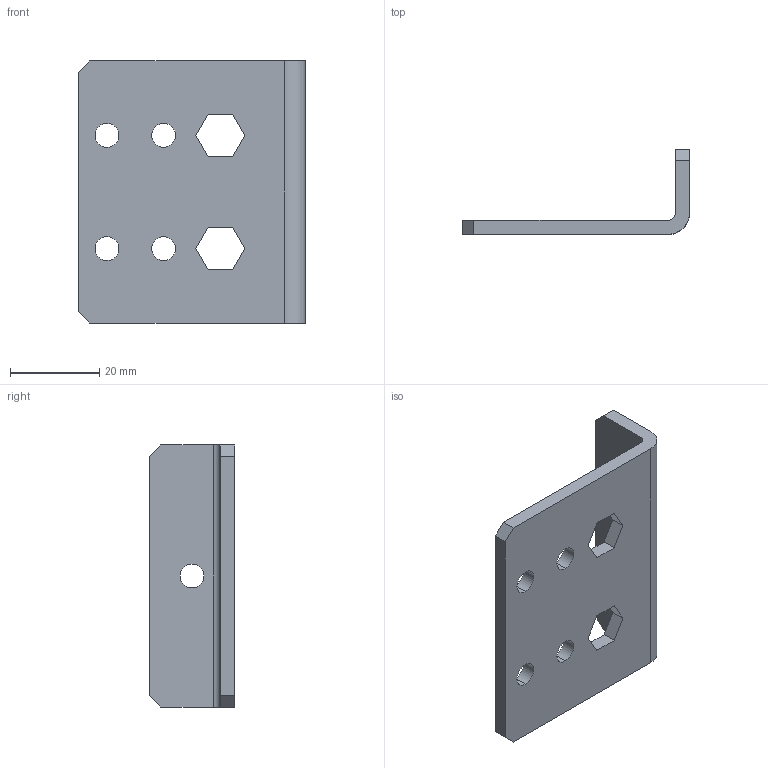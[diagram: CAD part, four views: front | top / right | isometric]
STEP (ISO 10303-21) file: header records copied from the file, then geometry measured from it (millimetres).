
FILE_DESCRIPTION (( 'STEP AP214' ), '1' );
FILE_NAME ('am-3470 AM14U3 2017 Corner Bumper Bracket.STEP', '2016-10-18T17:48:24', ( '' ), ( '' ), 'SwSTEP 2.0', 'SolidWorks 2014', '' );
FILE_SCHEMA (( 'AUTOMOTIVE_DESIGN' ));
Length unit declared in the file: inch
Products named in the file (1): am-3470 AM14U3 2017 Corner Bumper Bracket
Bounding box: 50.8 x 19.05 x 58.67 mm (x, y, z)
Volume: 11272.4 mm3; surface area: 8344.7 mm2
Topology: 1 solids, 1 shells, 38 faces, 104 edges, 68 vertices
Faces by surface type: plane 26, cylinder 12
Entity records: 1268 total; most frequent: CARTESIAN_POINT 211, ORIENTED_EDGE 208, DIRECTION 206, EDGE_CURVE 104, VECTOR 80, LINE 80, VERTEX_POINT 68, AXIS2_PLACEMENT_3D 63
